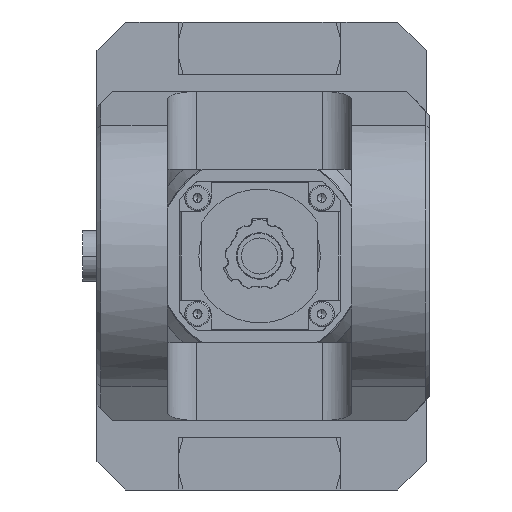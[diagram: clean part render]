
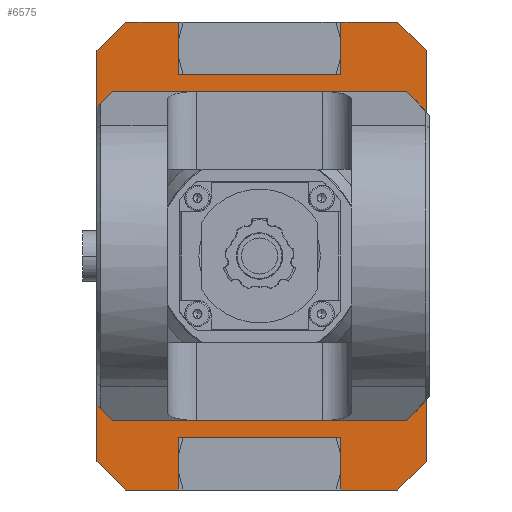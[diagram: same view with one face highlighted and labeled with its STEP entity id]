
A CAD part, left-side view. The second image highlights one B-rep face of the part: STEP entity #6575.
In plain terms, the highlighted planar face has unit normal (-1, 0, 0).
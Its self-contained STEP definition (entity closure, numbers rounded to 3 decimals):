
#41=DIRECTION('',(0.,1.,0.));
#42=VECTOR('',#41,81.259);
#43=CARTESIAN_POINT('',(-29.5,-40.629,-45.5));
#44=LINE('',#43,#42);
#45=CARTESIAN_POINT('',(-29.5,0.,0.));
#46=DIRECTION('',(1.,0.,0.));
#47=DIRECTION('',(0.,-0.746,-0.666));
#48=AXIS2_PLACEMENT_3D('',#45,#46,#47);
#50=DIRECTION('',(0.,0.,-1.));
#51=VECTOR('',#50,81.259);
#52=CARTESIAN_POINT('',(-29.5,-45.5,40.629));
#53=LINE('',#52,#51);
#54=CARTESIAN_POINT('',(-29.5,0.,0.));
#55=DIRECTION('',(1.,0.,0.));
#56=DIRECTION('',(0.,-0.666,0.746));
#57=AXIS2_PLACEMENT_3D('',#54,#55,#56);
#59=DIRECTION('',(0.,-1.,0.));
#60=VECTOR('',#59,81.259);
#61=CARTESIAN_POINT('',(-29.5,40.629,45.5));
#62=LINE('',#61,#60);
#63=CARTESIAN_POINT('',(-29.5,0.,0.));
#64=DIRECTION('',(1.,0.,0.));
#65=DIRECTION('',(0.,0.738,0.675));
#66=AXIS2_PLACEMENT_3D('',#63,#64,#65);
#68=DIRECTION('',(0.,0.,1.));
#69=VECTOR('',#68,15.567);
#70=CARTESIAN_POINT('',(-29.5,45.,41.183));
#71=LINE('',#70,#69);
#72=DIRECTION('',(0.,0.707,-0.707));
#73=VECTOR('',#72,11.314);
#74=CARTESIAN_POINT('',(-29.5,37.,64.75));
#75=LINE('',#74,#73);
#76=DIRECTION('',(0.,-1.,0.));
#77=VECTOR('',#76,14.5);
#78=CARTESIAN_POINT('',(-29.5,37.,64.75));
#79=LINE('',#78,#77);
#80=DIRECTION('',(0.,0.,-1.));
#81=VECTOR('',#80,14.5);
#82=CARTESIAN_POINT('',(-29.5,22.5,64.75));
#83=LINE('',#82,#81);
#84=DIRECTION('',(0.,-1.,0.));
#85=VECTOR('',#84,45.);
#86=CARTESIAN_POINT('',(-29.5,22.5,50.25));
#87=LINE('',#86,#85);
#88=DIRECTION('',(0.,0.,-1.));
#89=VECTOR('',#88,14.5);
#90=CARTESIAN_POINT('',(-29.5,-22.5,64.75));
#91=LINE('',#90,#89);
#92=DIRECTION('',(0.,-1.,0.));
#93=VECTOR('',#92,15.7);
#94=CARTESIAN_POINT('',(-29.5,-22.5,64.75));
#95=LINE('',#94,#93);
#96=DIRECTION('',(0.,0.707,0.707));
#97=VECTOR('',#96,11.314);
#98=CARTESIAN_POINT('',(-29.5,-46.2,56.75));
#99=LINE('',#98,#97);
#100=DIRECTION('',(0.,0.,-1.));
#101=VECTOR('',#100,113.5);
#102=CARTESIAN_POINT('',(-29.5,-46.2,56.75));
#103=LINE('',#102,#101);
#104=DIRECTION('',(0.,-0.707,0.707));
#105=VECTOR('',#104,11.314);
#106=CARTESIAN_POINT('',(-29.5,-38.2,-64.75));
#107=LINE('',#106,#105);
#108=DIRECTION('',(0.,1.,0.));
#109=VECTOR('',#108,15.7);
#110=CARTESIAN_POINT('',(-29.5,-38.2,-64.75));
#111=LINE('',#110,#109);
#112=DIRECTION('',(0.,0.,1.));
#113=VECTOR('',#112,14.5);
#114=CARTESIAN_POINT('',(-29.5,-22.5,-64.75));
#115=LINE('',#114,#113);
#116=DIRECTION('',(0.,1.,0.));
#117=VECTOR('',#116,45.);
#118=CARTESIAN_POINT('',(-29.5,-22.5,-50.25));
#119=LINE('',#118,#117);
#120=DIRECTION('',(0.,0.,1.));
#121=VECTOR('',#120,14.5);
#122=CARTESIAN_POINT('',(-29.5,22.5,-64.75));
#123=LINE('',#122,#121);
#124=DIRECTION('',(0.,1.,0.));
#125=VECTOR('',#124,14.5);
#126=CARTESIAN_POINT('',(-29.5,22.5,-64.75));
#127=LINE('',#126,#125);
#128=DIRECTION('',(0.,-0.707,-0.707));
#129=VECTOR('',#128,11.314);
#130=CARTESIAN_POINT('',(-29.5,45.,-56.75));
#131=LINE('',#130,#129);
#132=DIRECTION('',(0.,0.,1.));
#133=VECTOR('',#132,15.567);
#134=CARTESIAN_POINT('',(-29.5,45.,-56.75));
#135=LINE('',#134,#133);
#136=CARTESIAN_POINT('',(-29.5,0.,0.));
#137=DIRECTION('',(1.,0.,0.));
#138=DIRECTION('',(0.,0.666,-0.746));
#139=AXIS2_PLACEMENT_3D('',#136,#137,#138);
#5238=CARTESIAN_POINT('',(-29.5,22.5,64.75));
#5239=CARTESIAN_POINT('',(-29.5,22.5,50.25));
#5240=VERTEX_POINT('',#5238);
#5241=VERTEX_POINT('',#5239);
#5242=CARTESIAN_POINT('',(-29.5,-22.5,50.25));
#5243=VERTEX_POINT('',#5242);
#5244=CARTESIAN_POINT('',(-29.5,-22.5,64.75));
#5245=VERTEX_POINT('',#5244);
#5246=CARTESIAN_POINT('',(-29.5,-22.5,-64.75));
#5247=CARTESIAN_POINT('',(-29.5,-22.5,-50.25));
#5248=VERTEX_POINT('',#5246);
#5249=VERTEX_POINT('',#5247);
#5250=CARTESIAN_POINT('',(-29.5,22.5,-50.25));
#5251=VERTEX_POINT('',#5250);
#5252=CARTESIAN_POINT('',(-29.5,22.5,-64.75));
#5253=VERTEX_POINT('',#5252);
#5262=CARTESIAN_POINT('',(-29.5,37.,64.75));
#5263=CARTESIAN_POINT('',(-29.5,45.,56.75));
#5264=VERTEX_POINT('',#5262);
#5265=VERTEX_POINT('',#5263);
#5270=CARTESIAN_POINT('',(-29.5,-46.2,56.75));
#5271=CARTESIAN_POINT('',(-29.5,-38.2,64.75));
#5272=VERTEX_POINT('',#5270);
#5273=VERTEX_POINT('',#5271);
#5280=CARTESIAN_POINT('',(-29.5,-38.2,-64.75));
#5281=CARTESIAN_POINT('',(-29.5,-46.2,-56.75));
#5282=VERTEX_POINT('',#5280);
#5283=VERTEX_POINT('',#5281);
#5290=CARTESIAN_POINT('',(-29.5,45.,-56.75));
#5291=CARTESIAN_POINT('',(-29.5,37.,-64.75));
#5292=VERTEX_POINT('',#5290);
#5293=VERTEX_POINT('',#5291);
#5954=CARTESIAN_POINT('',(-29.5,-40.629,-45.5));
#5955=CARTESIAN_POINT('',(-29.5,40.629,-45.5));
#5956=VERTEX_POINT('',#5954);
#5957=VERTEX_POINT('',#5955);
#5958=CARTESIAN_POINT('',(-29.5,40.629,45.5));
#5959=CARTESIAN_POINT('',(-29.5,-40.629,45.5));
#5960=VERTEX_POINT('',#5958);
#5961=VERTEX_POINT('',#5959);
#5962=CARTESIAN_POINT('',(-29.5,45.,-41.183));
#5963=VERTEX_POINT('',#5962);
#5964=CARTESIAN_POINT('',(-29.5,45.,41.183));
#5965=VERTEX_POINT('',#5964);
#5966=CARTESIAN_POINT('',(-29.5,-45.5,40.629));
#5967=VERTEX_POINT('',#5966);
#5968=CARTESIAN_POINT('',(-29.5,-45.5,-40.629));
#5969=VERTEX_POINT('',#5968);
#6521=CARTESIAN_POINT('',(-29.5,0.,0.));
#6522=DIRECTION('',(-1.,0.,0.));
#6523=DIRECTION('',(0.,0.,1.));
#6524=AXIS2_PLACEMENT_3D('',#6521,#6522,#6523);
#6525=PLANE('',#6524);
#6527=ORIENTED_EDGE('',*,*,#6526,.F.);
#6529=ORIENTED_EDGE('',*,*,#6528,.F.);
#6531=ORIENTED_EDGE('',*,*,#6530,.F.);
#6533=ORIENTED_EDGE('',*,*,#6532,.F.);
#6535=ORIENTED_EDGE('',*,*,#6534,.F.);
#6537=ORIENTED_EDGE('',*,*,#6536,.F.);
#6539=ORIENTED_EDGE('',*,*,#6538,.T.);
#6541=ORIENTED_EDGE('',*,*,#6540,.F.);
#6543=ORIENTED_EDGE('',*,*,#6542,.T.);
#6545=ORIENTED_EDGE('',*,*,#6544,.T.);
#6547=ORIENTED_EDGE('',*,*,#6546,.T.);
#6549=ORIENTED_EDGE('',*,*,#6548,.F.);
#6551=ORIENTED_EDGE('',*,*,#6550,.T.);
#6553=ORIENTED_EDGE('',*,*,#6552,.F.);
#6555=ORIENTED_EDGE('',*,*,#6554,.T.);
#6556=ORIENTED_EDGE('',*,*,#6510,.F.);
#6558=ORIENTED_EDGE('',*,*,#6557,.T.);
#6560=ORIENTED_EDGE('',*,*,#6559,.T.);
#6562=ORIENTED_EDGE('',*,*,#6561,.T.);
#6564=ORIENTED_EDGE('',*,*,#6563,.F.);
#6566=ORIENTED_EDGE('',*,*,#6565,.T.);
#6568=ORIENTED_EDGE('',*,*,#6567,.F.);
#6570=ORIENTED_EDGE('',*,*,#6569,.T.);
#6572=ORIENTED_EDGE('',*,*,#6571,.F.);
#6573=EDGE_LOOP('',(#6527,#6529,#6531,#6533,#6535,#6537,#6539,#6541,#6543,#6545,
#6547,#6549,#6551,#6553,#6555,#6556,#6558,#6560,#6562,#6564,#6566,#6568,#6570,
#6572));
#6574=FACE_OUTER_BOUND('',#6573,.F.);
#6575=ADVANCED_FACE('',(#6574),#6525,.T.);
#49=CIRCLE('',#48,61.);
#58=CIRCLE('',#57,61.);
#67=CIRCLE('',#66,61.);
#140=CIRCLE('',#139,61.);
#6510=EDGE_CURVE('',#5282,#5283,#107,.T.);
#6526=EDGE_CURVE('',#5956,#5957,#44,.T.);
#6528=EDGE_CURVE('',#5969,#5956,#49,.T.);
#6530=EDGE_CURVE('',#5967,#5969,#53,.T.);
#6532=EDGE_CURVE('',#5961,#5967,#58,.T.);
#6534=EDGE_CURVE('',#5960,#5961,#62,.T.);
#6536=EDGE_CURVE('',#5965,#5960,#67,.T.);
#6538=EDGE_CURVE('',#5965,#5265,#71,.T.);
#6540=EDGE_CURVE('',#5264,#5265,#75,.T.);
#6542=EDGE_CURVE('',#5264,#5240,#79,.T.);
#6544=EDGE_CURVE('',#5240,#5241,#83,.T.);
#6546=EDGE_CURVE('',#5241,#5243,#87,.T.);
#6548=EDGE_CURVE('',#5245,#5243,#91,.T.);
#6550=EDGE_CURVE('',#5245,#5273,#95,.T.);
#6552=EDGE_CURVE('',#5272,#5273,#99,.T.);
#6554=EDGE_CURVE('',#5272,#5283,#103,.T.);
#6557=EDGE_CURVE('',#5282,#5248,#111,.T.);
#6559=EDGE_CURVE('',#5248,#5249,#115,.T.);
#6561=EDGE_CURVE('',#5249,#5251,#119,.T.);
#6563=EDGE_CURVE('',#5253,#5251,#123,.T.);
#6565=EDGE_CURVE('',#5253,#5293,#127,.T.);
#6567=EDGE_CURVE('',#5292,#5293,#131,.T.);
#6569=EDGE_CURVE('',#5292,#5963,#135,.T.);
#6571=EDGE_CURVE('',#5957,#5963,#140,.T.);
